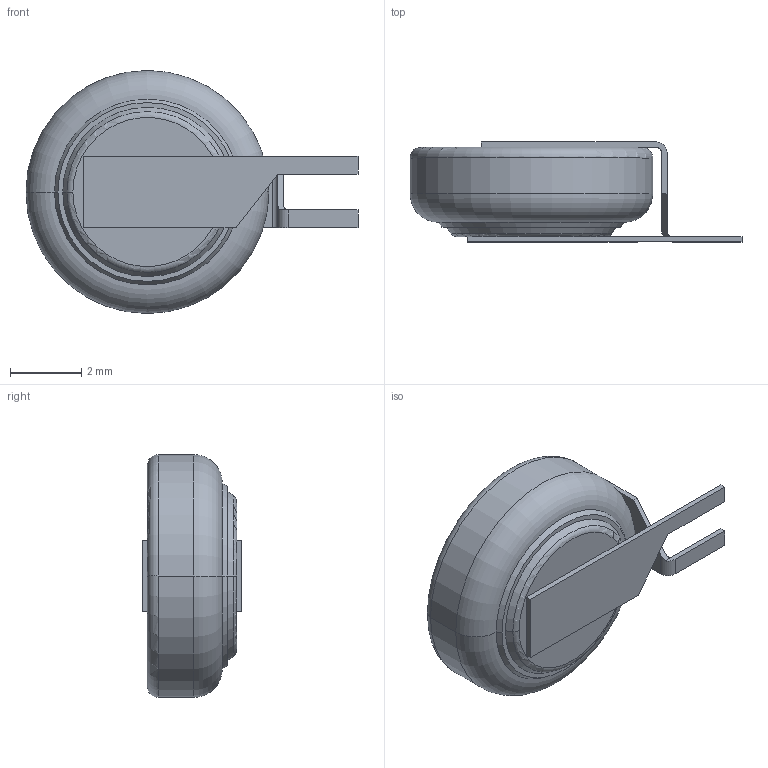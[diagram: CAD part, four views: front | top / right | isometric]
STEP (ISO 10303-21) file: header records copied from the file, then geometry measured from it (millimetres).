
FILE_DESCRIPTION (( 'STEP AP214' ), '1' );
FILE_NAME ('MS621FE-FL11E.STEP', '2022-05-06T10:54:37', ( '' ), ( '' ), 'SwSTEP 2.0', 'SolidWorks 2017', '' );
FILE_SCHEMA (( 'AUTOMOTIVE_DESIGN' ));
Length unit declared in the file: millimetre
Products named in the file (1): MS621FE-FL11E
Bounding box: 9.3 x 2.8 x 6.8 mm (x, y, z)
Volume: 84.1 mm3; surface area: 136.3 mm2
Topology: 1 solids, 1 shells, 39 faces, 95 edges, 59 vertices
Faces by surface type: plane 23, torus 6, cylinder 6, cone 4
Entity records: 1271 total; most frequent: DIRECTION 206, CARTESIAN_POINT 200, ORIENTED_EDGE 190, EDGE_CURVE 95, AXIS2_PLACEMENT_3D 73, LINE 60, VECTOR 60, VERTEX_POINT 59
